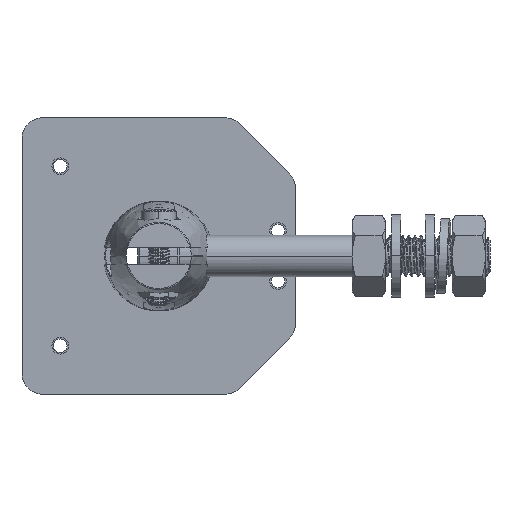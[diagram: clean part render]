
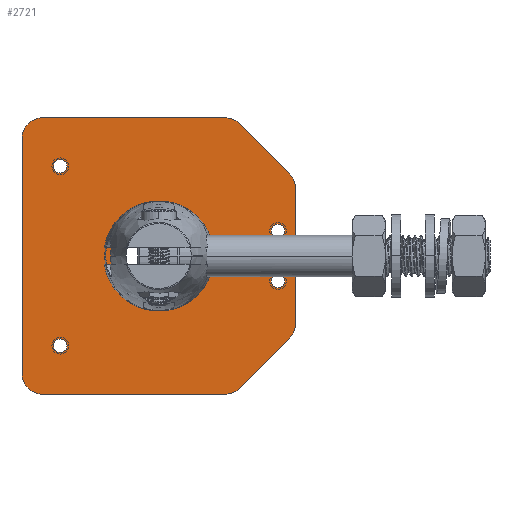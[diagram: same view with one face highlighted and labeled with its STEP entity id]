
A CAD part, left-side view. The second image highlights one B-rep face of the part: STEP entity #2721.
In plain terms, the highlighted face is planar.
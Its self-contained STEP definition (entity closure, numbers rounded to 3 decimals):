
#2240=CARTESIAN_POINT('',(0.,0.,0.));
#2241=DIRECTION('',(0.,1.,0.));
#2242=DIRECTION('',(1.,0.,0.));
#2243=AXIS2_PLACEMENT_3D('',#2240,#2241,#2242);
#2245=CARTESIAN_POINT('',(0.,0.,0.));
#2246=DIRECTION('',(0.,1.,0.));
#2247=DIRECTION('',(-1.,0.,0.));
#2248=AXIS2_PLACEMENT_3D('',#2245,#2246,#2247);
#2250=CARTESIAN_POINT('',(6.,0.,28.77));
#2251=DIRECTION('',(0.,1.,0.));
#2252=DIRECTION('',(1.,0.,0.));
#2253=AXIS2_PLACEMENT_3D('',#2250,#2251,#2252);
#2255=CARTESIAN_POINT('',(6.,0.,28.77));
#2256=DIRECTION('',(0.,1.,0.));
#2257=DIRECTION('',(-1.,0.,0.));
#2258=AXIS2_PLACEMENT_3D('',#2255,#2256,#2257);
#2260=CARTESIAN_POINT('',(-21.65,0.,-23.78));
#2261=DIRECTION('',(0.,1.,0.));
#2262=DIRECTION('',(1.,0.,0.));
#2263=AXIS2_PLACEMENT_3D('',#2260,#2261,#2262);
#2265=CARTESIAN_POINT('',(-21.65,0.,-23.78));
#2266=DIRECTION('',(0.,1.,0.));
#2267=DIRECTION('',(-1.,0.,0.));
#2268=AXIS2_PLACEMENT_3D('',#2265,#2266,#2267);
#2270=CARTESIAN_POINT('',(-6.,0.,28.77));
#2271=DIRECTION('',(0.,-1.,0.));
#2272=DIRECTION('',(-1.,0.,0.));
#2273=AXIS2_PLACEMENT_3D('',#2270,#2271,#2272);
#2275=CARTESIAN_POINT('',(-6.,0.,28.77));
#2276=DIRECTION('',(0.,-1.,0.));
#2277=DIRECTION('',(1.,0.,0.));
#2278=AXIS2_PLACEMENT_3D('',#2275,#2276,#2277);
#2280=CARTESIAN_POINT('',(21.65,0.,-23.78));
#2281=DIRECTION('',(0.,-1.,0.));
#2282=DIRECTION('',(-1.,0.,0.));
#2283=AXIS2_PLACEMENT_3D('',#2280,#2281,#2282);
#2285=CARTESIAN_POINT('',(21.65,0.,-23.78));
#2286=DIRECTION('',(0.,-1.,0.));
#2287=DIRECTION('',(1.,0.,0.));
#2288=AXIS2_PLACEMENT_3D('',#2285,#2286,#2287);
#2290=CARTESIAN_POINT('',(-28.35,0.,-28.));
#2291=DIRECTION('',(0.,-1.,0.));
#2292=DIRECTION('',(-1.,0.,0.));
#2293=AXIS2_PLACEMENT_3D('',#2290,#2291,#2292);
#2295=DIRECTION('',(0.,0.,1.));
#2296=VECTOR('',#2295,43.929);
#2297=CARTESIAN_POINT('',(-33.35,0.,-28.));
#2298=LINE('',#2297,#2296);
#2299=CARTESIAN_POINT('',(-28.35,0.,15.929));
#2300=DIRECTION('',(0.,-1.,0.));
#2301=DIRECTION('',(-0.707,0.,0.707));
#2302=AXIS2_PLACEMENT_3D('',#2299,#2300,#2301);
#2304=DIRECTION('',(-0.707,0.,-0.707));
#2305=VECTOR('',#2304,17.071);
#2306=CARTESIAN_POINT('',(-19.814,0.,31.536));
#2307=LINE('',#2306,#2305);
#2308=CARTESIAN_POINT('',(-16.279,0.,28.));
#2309=DIRECTION('',(0.,-1.,0.));
#2310=DIRECTION('',(0.,0.,1.));
#2311=AXIS2_PLACEMENT_3D('',#2308,#2309,#2310);
#2313=DIRECTION('',(1.,0.,0.));
#2314=VECTOR('',#2313,32.558);
#2315=CARTESIAN_POINT('',(-16.279,0.,33.));
#2316=LINE('',#2315,#2314);
#2317=CARTESIAN_POINT('',(16.279,0.,28.));
#2318=DIRECTION('',(0.,-1.,0.));
#2319=DIRECTION('',(0.707,0.,0.707));
#2320=AXIS2_PLACEMENT_3D('',#2317,#2318,#2319);
#2322=DIRECTION('',(-0.707,0.,0.707));
#2323=VECTOR('',#2322,17.071);
#2324=CARTESIAN_POINT('',(31.886,0.,19.464));
#2325=LINE('',#2324,#2323);
#2326=CARTESIAN_POINT('',(28.35,0.,15.929));
#2327=DIRECTION('',(0.,-1.,0.));
#2328=DIRECTION('',(1.,0.,0.));
#2329=AXIS2_PLACEMENT_3D('',#2326,#2327,#2328);
#2331=DIRECTION('',(0.,0.,-1.));
#2332=VECTOR('',#2331,43.929);
#2333=CARTESIAN_POINT('',(33.35,0.,15.929));
#2334=LINE('',#2333,#2332);
#2335=CARTESIAN_POINT('',(28.35,0.,-28.));
#2336=DIRECTION('',(0.,-1.,0.));
#2337=DIRECTION('',(0.,0.,-1.));
#2338=AXIS2_PLACEMENT_3D('',#2335,#2336,#2337);
#2340=DIRECTION('',(-1.,0.,0.));
#2341=VECTOR('',#2340,56.7);
#2342=CARTESIAN_POINT('',(28.35,0.,-33.));
#2343=LINE('',#2342,#2341);
#2572=CARTESIAN_POINT('',(10.,0.,0.));
#2573=CARTESIAN_POINT('',(-10.,0.,0.));
#2574=VERTEX_POINT('',#2572);
#2575=VERTEX_POINT('',#2573);
#2580=CARTESIAN_POINT('',(-33.35,0.,-28.));
#2581=CARTESIAN_POINT('',(-28.35,0.,-33.));
#2582=VERTEX_POINT('',#2580);
#2583=VERTEX_POINT('',#2581);
#2588=CARTESIAN_POINT('',(28.35,0.,-33.));
#2589=CARTESIAN_POINT('',(33.35,0.,-28.));
#2590=VERTEX_POINT('',#2588);
#2591=VERTEX_POINT('',#2589);
#2600=CARTESIAN_POINT('',(-31.886,0.,19.464));
#2601=VERTEX_POINT('',#2600);
#2602=CARTESIAN_POINT('',(-33.35,0.,15.929));
#2603=VERTEX_POINT('',#2602);
#2608=CARTESIAN_POINT('',(19.814,0.,31.536));
#2609=VERTEX_POINT('',#2608);
#2610=CARTESIAN_POINT('',(16.279,0.,33.));
#2611=VERTEX_POINT('',#2610);
#2612=CARTESIAN_POINT('',(-16.279,0.,33.));
#2613=CARTESIAN_POINT('',(-19.814,0.,31.536));
#2614=VERTEX_POINT('',#2612);
#2615=VERTEX_POINT('',#2613);
#2620=CARTESIAN_POINT('',(33.35,0.,15.929));
#2621=CARTESIAN_POINT('',(31.886,0.,19.464));
#2622=VERTEX_POINT('',#2620);
#2623=VERTEX_POINT('',#2621);
#2628=CARTESIAN_POINT('',(7.65,0.,28.77));
#2629=CARTESIAN_POINT('',(4.35,0.,28.77));
#2630=VERTEX_POINT('',#2628);
#2631=VERTEX_POINT('',#2629);
#2636=CARTESIAN_POINT('',(-7.65,0.,28.77));
#2638=VERTEX_POINT('',#2636);
#2640=CARTESIAN_POINT('',(-4.35,0.,28.77));
#2642=VERTEX_POINT('',#2640);
#2644=CARTESIAN_POINT('',(-20.,0.,-23.78));
#2645=CARTESIAN_POINT('',(-23.3,0.,-23.78));
#2646=VERTEX_POINT('',#2644);
#2647=VERTEX_POINT('',#2645);
#2652=CARTESIAN_POINT('',(20.,0.,-23.78));
#2653=CARTESIAN_POINT('',(23.3,0.,-23.78));
#2654=VERTEX_POINT('',#2652);
#2655=VERTEX_POINT('',#2653);
#2660=CARTESIAN_POINT('',(0.,0.,0.));
#2661=DIRECTION('',(0.,1.,0.));
#2662=DIRECTION('',(1.,0.,0.));
#2663=AXIS2_PLACEMENT_3D('',#2660,#2661,#2662);
#2664=PLANE('',#2663);
#2666=ORIENTED_EDGE('',*,*,#2665,.F.);
#2668=ORIENTED_EDGE('',*,*,#2667,.T.);
#2670=ORIENTED_EDGE('',*,*,#2669,.F.);
#2672=ORIENTED_EDGE('',*,*,#2671,.F.);
#2674=ORIENTED_EDGE('',*,*,#2673,.F.);
#2676=ORIENTED_EDGE('',*,*,#2675,.T.);
#2678=ORIENTED_EDGE('',*,*,#2677,.F.);
#2680=ORIENTED_EDGE('',*,*,#2679,.F.);
#2682=ORIENTED_EDGE('',*,*,#2681,.F.);
#2684=ORIENTED_EDGE('',*,*,#2683,.T.);
#2686=ORIENTED_EDGE('',*,*,#2685,.F.);
#2688=ORIENTED_EDGE('',*,*,#2687,.T.);
#2689=EDGE_LOOP('',(#2666,#2668,#2670,#2672,#2674,#2676,#2678,#2680,#2682,#2684,
#2686,#2688));
#2690=FACE_OUTER_BOUND('',#2689,.F.);
#2692=ORIENTED_EDGE('',*,*,#2691,.F.);
#2694=ORIENTED_EDGE('',*,*,#2693,.F.);
#2695=EDGE_LOOP('',(#2692,#2694));
#2696=FACE_BOUND('',#2695,.F.);
#2698=ORIENTED_EDGE('',*,*,#2697,.F.);
#2700=ORIENTED_EDGE('',*,*,#2699,.F.);
#2701=EDGE_LOOP('',(#2698,#2700));
#2702=FACE_BOUND('',#2701,.F.);
#2704=ORIENTED_EDGE('',*,*,#2703,.T.);
#2706=ORIENTED_EDGE('',*,*,#2705,.T.);
#2707=EDGE_LOOP('',(#2704,#2706));
#2708=FACE_BOUND('',#2707,.F.);
#2710=ORIENTED_EDGE('',*,*,#2709,.T.);
#2712=ORIENTED_EDGE('',*,*,#2711,.T.);
#2713=EDGE_LOOP('',(#2710,#2712));
#2714=FACE_BOUND('',#2713,.F.);
#2716=ORIENTED_EDGE('',*,*,#2715,.F.);
#2718=ORIENTED_EDGE('',*,*,#2717,.F.);
#2719=EDGE_LOOP('',(#2716,#2718));
#2720=FACE_BOUND('',#2719,.F.);
#2721=ADVANCED_FACE('',(#2690,#2696,#2702,#2708,#2714,#2720),#2664,.F.);
#2244=CIRCLE('',#2243,10.);
#2249=CIRCLE('',#2248,10.);
#2254=CIRCLE('',#2253,1.65);
#2259=CIRCLE('',#2258,1.65);
#2264=CIRCLE('',#2263,1.65);
#2269=CIRCLE('',#2268,1.65);
#2274=CIRCLE('',#2273,1.65);
#2279=CIRCLE('',#2278,1.65);
#2284=CIRCLE('',#2283,1.65);
#2289=CIRCLE('',#2288,1.65);
#2294=CIRCLE('',#2293,5.);
#2303=CIRCLE('',#2302,5.);
#2312=CIRCLE('',#2311,5.);
#2321=CIRCLE('',#2320,5.);
#2330=CIRCLE('',#2329,5.);
#2339=CIRCLE('',#2338,5.);
#2665=EDGE_CURVE('',#2582,#2583,#2294,.T.);
#2667=EDGE_CURVE('',#2582,#2603,#2298,.T.);
#2669=EDGE_CURVE('',#2601,#2603,#2303,.T.);
#2671=EDGE_CURVE('',#2615,#2601,#2307,.T.);
#2673=EDGE_CURVE('',#2614,#2615,#2312,.T.);
#2675=EDGE_CURVE('',#2614,#2611,#2316,.T.);
#2677=EDGE_CURVE('',#2609,#2611,#2321,.T.);
#2679=EDGE_CURVE('',#2623,#2609,#2325,.T.);
#2681=EDGE_CURVE('',#2622,#2623,#2330,.T.);
#2683=EDGE_CURVE('',#2622,#2591,#2334,.T.);
#2685=EDGE_CURVE('',#2590,#2591,#2339,.T.);
#2687=EDGE_CURVE('',#2590,#2583,#2343,.T.);
#2691=EDGE_CURVE('',#2630,#2631,#2254,.T.);
#2693=EDGE_CURVE('',#2631,#2630,#2259,.T.);
#2697=EDGE_CURVE('',#2646,#2647,#2264,.T.);
#2699=EDGE_CURVE('',#2647,#2646,#2269,.T.);
#2703=EDGE_CURVE('',#2638,#2642,#2274,.T.);
#2705=EDGE_CURVE('',#2642,#2638,#2279,.T.);
#2709=EDGE_CURVE('',#2654,#2655,#2284,.T.);
#2711=EDGE_CURVE('',#2655,#2654,#2289,.T.);
#2715=EDGE_CURVE('',#2574,#2575,#2244,.T.);
#2717=EDGE_CURVE('',#2575,#2574,#2249,.T.);
